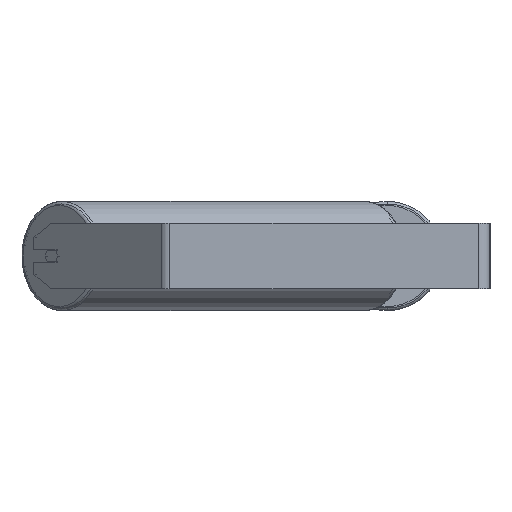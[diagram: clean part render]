
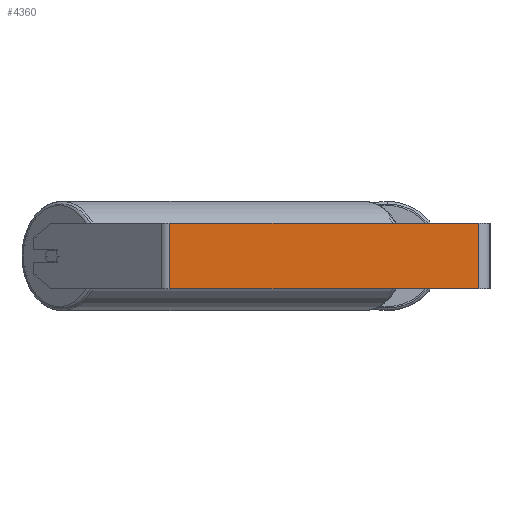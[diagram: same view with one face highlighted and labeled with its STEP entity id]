
A CAD part, left-side view. The second image highlights one B-rep face of the part: STEP entity #4360.
In plain terms, the highlighted planar face has unit normal (-1, 0, 0).
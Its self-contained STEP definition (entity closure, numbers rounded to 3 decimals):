
#134 = DIRECTION ( 'NONE',  ( 1., 0., 0. ) ) ;
#135 = ORIENTED_EDGE ( 'NONE', *, *, #5524, .T. ) ;
#770 = AXIS2_PLACEMENT_3D ( 'NONE', #1303, #134, #2828 ) ;
#841 = PLANE ( 'NONE',  #770 ) ;
#1046 = ORIENTED_EDGE ( 'NONE', *, *, #8031, .F. ) ;
#1170 = CARTESIAN_POINT ( 'NONE',  ( -840., 389.403, 40. ) ) ;
#1280 = VERTEX_POINT ( 'NONE', #3047 ) ;
#1303 = CARTESIAN_POINT ( 'NONE',  ( -840., 395.202, 40. ) ) ;
#1710 = CARTESIAN_POINT ( 'NONE',  ( -840., 389.403, -40. ) ) ;
#1892 = VECTOR ( 'NONE', #1921, 1000. ) ;
#1921 = DIRECTION ( 'NONE',  ( 0., 0., -1. ) ) ;
#2210 = CARTESIAN_POINT ( 'NONE',  ( -840., 389.403, 40. ) ) ;
#2622 = EDGE_CURVE ( 'NONE', #4835, #8518, #8029, .T. ) ;
#2828 = DIRECTION ( 'NONE',  ( 0., 0., -1. ) ) ;
#3047 = CARTESIAN_POINT ( 'NONE',  ( -840., 14., 40. ) ) ;
#3422 = LINE ( 'NONE', #8071, #7461 ) ;
#3633 = LINE ( 'NONE', #7713, #7524 ) ;
#4360 = ADVANCED_FACE ( 'NONE', ( #8278 ), #841, .F. ) ;
#4386 = LINE ( 'NONE', #4704, #5866 ) ;
#4615 = DIRECTION ( 'NONE',  ( 0., 0., -1. ) ) ;
#4704 = CARTESIAN_POINT ( 'NONE',  ( -840., 14., 40. ) ) ;
#4835 = VERTEX_POINT ( 'NONE', #2210 ) ;
#5114 = VERTEX_POINT ( 'NONE', #6707 ) ;
#5445 = EDGE_CURVE ( 'NONE', #1280, #5114, #4386, .T. ) ;
#5524 = EDGE_CURVE ( 'NONE', #8518, #5114, #3422, .T. ) ;
#5866 = VECTOR ( 'NONE', #4615, 1000. ) ;
#6057 = ORIENTED_EDGE ( 'NONE', *, *, #5445, .F. ) ;
#6113 = DIRECTION ( 'NONE',  ( 0., -1., 0. ) ) ;
#6625 = ORIENTED_EDGE ( 'NONE', *, *, #2622, .T. ) ;
#6707 = CARTESIAN_POINT ( 'NONE',  ( -840., 14., -40. ) ) ;
#7461 = VECTOR ( 'NONE', #6113, 1000. ) ;
#7524 = VECTOR ( 'NONE', #8450, 1000. ) ;
#7554 = EDGE_LOOP ( 'NONE', ( #135, #6057, #1046, #6625 ) ) ;
#7713 = CARTESIAN_POINT ( 'NONE',  ( -840., 395.202, 40. ) ) ;
#8029 = LINE ( 'NONE', #1170, #1892 ) ;
#8031 = EDGE_CURVE ( 'NONE', #4835, #1280, #3633, .T. ) ;
#8071 = CARTESIAN_POINT ( 'NONE',  ( -840., 395.202, -40. ) ) ;
#8278 = FACE_OUTER_BOUND ( 'NONE', #7554, .T. ) ;
#8450 = DIRECTION ( 'NONE',  ( 0., -1., 0. ) ) ;
#8518 = VERTEX_POINT ( 'NONE', #1710 ) ;
